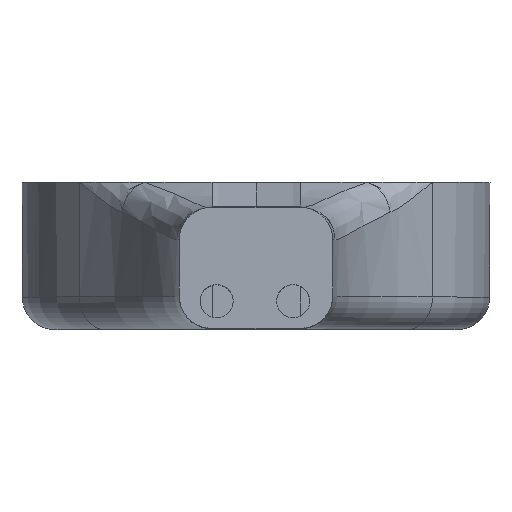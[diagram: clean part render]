
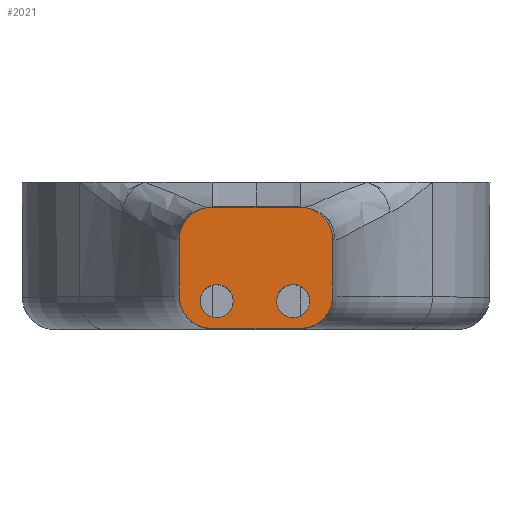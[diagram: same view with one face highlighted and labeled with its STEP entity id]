
A CAD part, top view. The second image highlights one B-rep face of the part: STEP entity #2021.
In plain terms, the highlighted planar face has unit normal (0, 0, 1).
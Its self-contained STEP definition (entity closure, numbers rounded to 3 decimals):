
#22 = CARTESIAN_POINT ( 'NONE',  ( 6.657, -7.824, 80. ) ) ;
#67 = VERTEX_POINT ( 'NONE', #2567 ) ;
#77 = CARTESIAN_POINT ( 'NONE',  ( 5.5, -0.2, 80. ) ) ;
#172 = PLANE ( 'NONE',  #1117 ) ;
#182 = EDGE_CURVE ( 'NONE', #457, #545, #2667, .T. ) ;
#207 = DIRECTION ( 'NONE',  ( 0., -1., 0. ) ) ;
#268 = CIRCLE ( 'NONE', #1778, 4. ) ;
#299 = CARTESIAN_POINT ( 'NONE',  ( 4.607, -7.824, 80. ) ) ;
#315 = DIRECTION ( 'NONE',  ( 1., 0., 0. ) ) ;
#334 = CARTESIAN_POINT ( 'NONE',  ( -9.5, -0.2, 80. ) ) ;
#335 = AXIS2_PLACEMENT_3D ( 'NONE', #1893, #1664, #2472 ) ;
#372 = VERTEX_POINT ( 'NONE', #2526 ) ;
#391 = DIRECTION ( 'NONE',  ( -1., 0., 0. ) ) ;
#452 = EDGE_CURVE ( 'NONE', #372, #1658, #905, .T. ) ;
#457 = VERTEX_POINT ( 'NONE', #2309 ) ;
#489 = DIRECTION ( 'NONE',  ( 1., 0., 0. ) ) ;
#505 = CARTESIAN_POINT ( 'NONE',  ( -9.5, -7.2, 80. ) ) ;
#545 = VERTEX_POINT ( 'NONE', #1916 ) ;
#592 = ORIENTED_EDGE ( 'NONE', *, *, #1708, .F. ) ;
#593 = LINE ( 'NONE', #1423, #2605 ) ;
#596 = DIRECTION ( 'NONE',  ( -1., 0., 0. ) ) ;
#606 = EDGE_LOOP ( 'NONE', ( #1859, #1404 ) ) ;
#638 = VERTEX_POINT ( 'NONE', #505 ) ;
#640 = AXIS2_PLACEMENT_3D ( 'NONE', #299, #2168, #1355 ) ;
#647 = ORIENTED_EDGE ( 'NONE', *, *, #2345, .F. ) ;
#668 = LINE ( 'NONE', #2248, #978 ) ;
#708 = DIRECTION ( 'NONE',  ( 1., 0., 0. ) ) ;
#715 = AXIS2_PLACEMENT_3D ( 'NONE', #2173, #1131, #315 ) ;
#751 = DIRECTION ( 'NONE',  ( 0., -1., 0. ) ) ;
#760 = VECTOR ( 'NONE', #596, 1000. ) ;
#767 = AXIS2_PLACEMENT_3D ( 'NONE', #2432, #2206, #1998 ) ;
#776 = CARTESIAN_POINT ( 'NONE',  ( 5.5, 3.8, 80. ) ) ;
#777 = DIRECTION ( 'NONE',  ( 1., 0., 0. ) ) ;
#787 = DIRECTION ( 'NONE',  ( 0., 0., 1. ) ) ;
#803 = CARTESIAN_POINT ( 'NONE',  ( 4.607, -7.824, 80. ) ) ;
#863 = CARTESIAN_POINT ( 'NONE',  ( 9.5, 3.8, 80. ) ) ;
#884 = ORIENTED_EDGE ( 'NONE', *, *, #1461, .T. ) ;
#887 = CARTESIAN_POINT ( 'NONE',  ( 2.557, -7.824, 80. ) ) ;
#893 = EDGE_CURVE ( 'NONE', #1847, #2443, #943, .T. ) ;
#905 = CIRCLE ( 'NONE', #335, 2.05 ) ;
#906 = EDGE_LOOP ( 'NONE', ( #647, #1866 ) ) ;
#943 = CIRCLE ( 'NONE', #1732, 4. ) ;
#978 = VECTOR ( 'NONE', #391, 1000. ) ;
#984 = CARTESIAN_POINT ( 'NONE',  ( 9.5, 3.8, 80. ) ) ;
#1016 = CARTESIAN_POINT ( 'NONE',  ( -5.5, -7.2, 80. ) ) ;
#1100 = EDGE_CURVE ( 'NONE', #638, #67, #268, .T. ) ;
#1109 = AXIS2_PLACEMENT_3D ( 'NONE', #2328, #1921, #489 ) ;
#1117 = AXIS2_PLACEMENT_3D ( 'NONE', #984, #787, #2433 ) ;
#1131 = DIRECTION ( 'NONE',  ( 0., 0., 1. ) ) ;
#1197 = FACE_BOUND ( 'NONE', #606, .T. ) ;
#1198 = LINE ( 'NONE', #2621, #760 ) ;
#1282 = ORIENTED_EDGE ( 'NONE', *, *, #182, .T. ) ;
#1315 = CARTESIAN_POINT ( 'NONE',  ( -5.5, 3.8, 80. ) ) ;
#1333 = EDGE_CURVE ( 'NONE', #1658, #372, #2654, .T. ) ;
#1355 = DIRECTION ( 'NONE',  ( 1., 0., 0. ) ) ;
#1404 = ORIENTED_EDGE ( 'NONE', *, *, #452, .F. ) ;
#1423 = CARTESIAN_POINT ( 'NONE',  ( -9.5, 3.8, 80. ) ) ;
#1461 = EDGE_CURVE ( 'NONE', #1982, #638, #593, .T. ) ;
#1540 = ORIENTED_EDGE ( 'NONE', *, *, #2445, .T. ) ;
#1553 = FACE_BOUND ( 'NONE', #906, .T. ) ;
#1616 = DIRECTION ( 'NONE',  ( 0., 0., 1. ) ) ;
#1621 = VERTEX_POINT ( 'NONE', #887 ) ;
#1658 = VERTEX_POINT ( 'NONE', #2308 ) ;
#1664 = DIRECTION ( 'NONE',  ( 0., 0., 1. ) ) ;
#1708 = EDGE_CURVE ( 'NONE', #1847, #545, #2483, .T. ) ;
#1732 = AXIS2_PLACEMENT_3D ( 'NONE', #77, #2571, #708 ) ;
#1765 = EDGE_CURVE ( 'NONE', #2310, #1982, #1959, .T. ) ;
#1778 = AXIS2_PLACEMENT_3D ( 'NONE', #1016, #1845, #777 ) ;
#1793 = VECTOR ( 'NONE', #207, 1000. ) ;
#1804 = CIRCLE ( 'NONE', #640, 2.05 ) ;
#1810 = ORIENTED_EDGE ( 'NONE', *, *, #1765, .T. ) ;
#1814 = FACE_OUTER_BOUND ( 'NONE', #2600, .T. ) ;
#1845 = DIRECTION ( 'NONE',  ( 0., 0., 1. ) ) ;
#1847 = VERTEX_POINT ( 'NONE', #2091 ) ;
#1859 = ORIENTED_EDGE ( 'NONE', *, *, #1333, .F. ) ;
#1866 = ORIENTED_EDGE ( 'NONE', *, *, #2137, .F. ) ;
#1893 = CARTESIAN_POINT ( 'NONE',  ( -4.88, -7.824, 80. ) ) ;
#1916 = CARTESIAN_POINT ( 'NONE',  ( 9.5, -7.2, 80. ) ) ;
#1921 = DIRECTION ( 'NONE',  ( 0., 0., 1. ) ) ;
#1959 = CIRCLE ( 'NONE', #1109, 4. ) ;
#1982 = VERTEX_POINT ( 'NONE', #334 ) ;
#1998 = DIRECTION ( 'NONE',  ( 1., 0., 0. ) ) ;
#2008 = ORIENTED_EDGE ( 'NONE', *, *, #2623, .F. ) ;
#2017 = DIRECTION ( 'NONE',  ( 1., 0., 0. ) ) ;
#2018 = AXIS2_PLACEMENT_3D ( 'NONE', #803, #1616, #2017 ) ;
#2021 = ADVANCED_FACE ( 'NONE', ( #1553, #1197, #1814 ), #172, .T. ) ;
#2023 = ORIENTED_EDGE ( 'NONE', *, *, #1100, .T. ) ;
#2084 = ORIENTED_EDGE ( 'NONE', *, *, #893, .T. ) ;
#2091 = CARTESIAN_POINT ( 'NONE',  ( 9.5, -0.2, 80. ) ) ;
#2111 = CIRCLE ( 'NONE', #2018, 2.05 ) ;
#2137 = EDGE_CURVE ( 'NONE', #1621, #2146, #2111, .T. ) ;
#2146 = VERTEX_POINT ( 'NONE', #22 ) ;
#2168 = DIRECTION ( 'NONE',  ( 0., 0., 1. ) ) ;
#2173 = CARTESIAN_POINT ( 'NONE',  ( -4.88, -7.824, 80. ) ) ;
#2206 = DIRECTION ( 'NONE',  ( 0., 0., 1. ) ) ;
#2248 = CARTESIAN_POINT ( 'NONE',  ( 9.5, -11.2, 80. ) ) ;
#2308 = CARTESIAN_POINT ( 'NONE',  ( -2.83, -7.824, 80. ) ) ;
#2309 = CARTESIAN_POINT ( 'NONE',  ( 5.5, -11.2, 80. ) ) ;
#2310 = VERTEX_POINT ( 'NONE', #1315 ) ;
#2328 = CARTESIAN_POINT ( 'NONE',  ( -5.5, -0.2, 80. ) ) ;
#2345 = EDGE_CURVE ( 'NONE', #2146, #1621, #1804, .T. ) ;
#2432 = CARTESIAN_POINT ( 'NONE',  ( 5.5, -7.2, 80. ) ) ;
#2433 = DIRECTION ( 'NONE',  ( 1., 0., 0. ) ) ;
#2443 = VERTEX_POINT ( 'NONE', #776 ) ;
#2445 = EDGE_CURVE ( 'NONE', #2443, #2310, #1198, .T. ) ;
#2472 = DIRECTION ( 'NONE',  ( 1., 0., 0. ) ) ;
#2483 = LINE ( 'NONE', #863, #1793 ) ;
#2526 = CARTESIAN_POINT ( 'NONE',  ( -6.93, -7.824, 80. ) ) ;
#2567 = CARTESIAN_POINT ( 'NONE',  ( -5.5, -11.2, 80. ) ) ;
#2571 = DIRECTION ( 'NONE',  ( 0., 0., 1. ) ) ;
#2600 = EDGE_LOOP ( 'NONE', ( #2008, #1282, #592, #2084, #1540, #1810, #884, #2023 ) ) ;
#2605 = VECTOR ( 'NONE', #751, 1000. ) ;
#2621 = CARTESIAN_POINT ( 'NONE',  ( 9.5, 3.8, 80. ) ) ;
#2623 = EDGE_CURVE ( 'NONE', #457, #67, #668, .T. ) ;
#2654 = CIRCLE ( 'NONE', #715, 2.05 ) ;
#2667 = CIRCLE ( 'NONE', #767, 4. ) ;
